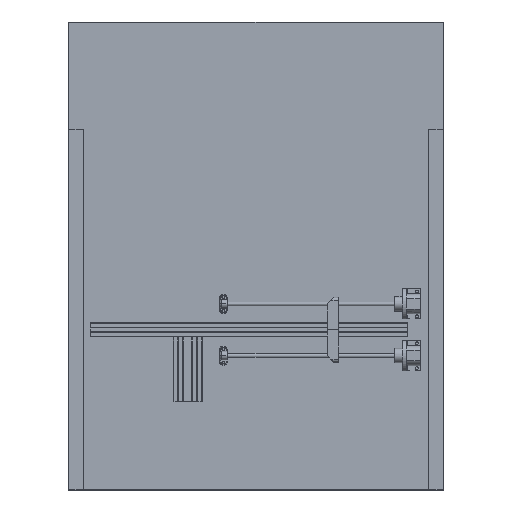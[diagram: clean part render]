
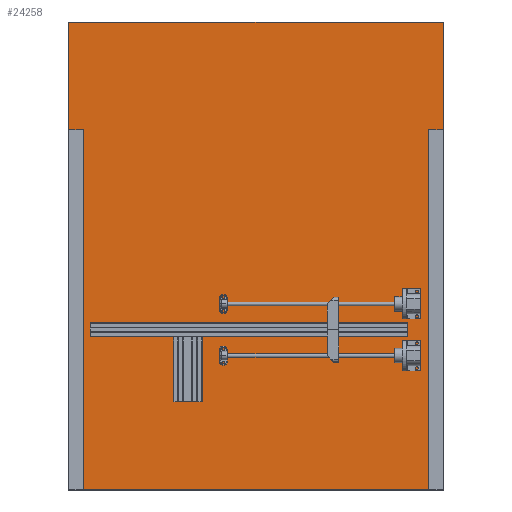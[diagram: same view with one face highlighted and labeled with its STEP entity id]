
A CAD part, top view. The second image highlights one B-rep face of the part: STEP entity #24258.
In plain terms, the highlighted planar face has unit normal (0, 0, 1).
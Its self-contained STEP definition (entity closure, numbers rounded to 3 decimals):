
#24187=CARTESIAN_POINT('',(-610.,0.,-2.));
#24188=DIRECTION('',(0.,0.,1.));
#24189=DIRECTION('',(1.,0.,0.));
#24190=AXIS2_PLACEMENT_3D('',#24187,#24188,#24189);
#24191=PLANE('',#24190);
#24192=CARTESIAN_POINT('',(-590.,500.,-2.));
#24193=VERTEX_POINT('',#24192);
#24194=CARTESIAN_POINT('',(-610.,500.,-2.));
#24195=VERTEX_POINT('',#24194);
#24196=CARTESIAN_POINT('',(-590.,500.,-2.));
#24197=DIRECTION('',(-1.,0.,0.));
#24198=VECTOR('',#24197,20.);
#24199=LINE('',#24196,#24198);
#24200=EDGE_CURVE('',#24193,#24195,#24199,.T.);
#24201=ORIENTED_EDGE('',*,*,#24200,.F.);
#24202=CARTESIAN_POINT('',(-590.,0.,-2.));
#24203=VERTEX_POINT('',#24202);
#24204=CARTESIAN_POINT('',(-590.,0.,-2.));
#24205=DIRECTION('',(0.,1.,0.));
#24206=VECTOR('',#24205,500.);
#24207=LINE('',#24204,#24206);
#24208=EDGE_CURVE('',#24203,#24193,#24207,.T.);
#24209=ORIENTED_EDGE('',*,*,#24208,.F.);
#24210=CARTESIAN_POINT('',(-110.,0.,-2.));
#24211=VERTEX_POINT('',#24210);
#24212=CARTESIAN_POINT('',(-590.,0.,-2.));
#24213=DIRECTION('',(1.,0.,-0.));
#24214=VECTOR('',#24213,480.);
#24215=LINE('',#24212,#24214);
#24216=EDGE_CURVE('',#24203,#24211,#24215,.T.);
#24217=ORIENTED_EDGE('',*,*,#24216,.T.);
#24218=CARTESIAN_POINT('',(-110.,500.,-2.));
#24219=VERTEX_POINT('',#24218);
#24220=CARTESIAN_POINT('',(-110.,0.,-2.));
#24221=DIRECTION('',(0.,1.,0.));
#24222=VECTOR('',#24221,500.);
#24223=LINE('',#24220,#24222);
#24224=EDGE_CURVE('',#24211,#24219,#24223,.T.);
#24225=ORIENTED_EDGE('',*,*,#24224,.T.);
#24226=CARTESIAN_POINT('',(-90.,500.,-2.));
#24227=VERTEX_POINT('',#24226);
#24228=CARTESIAN_POINT('',(-110.,500.,-2.));
#24229=DIRECTION('',(1.,0.,-0.));
#24230=VECTOR('',#24229,20.);
#24231=LINE('',#24228,#24230);
#24232=EDGE_CURVE('',#24219,#24227,#24231,.T.);
#24233=ORIENTED_EDGE('',*,*,#24232,.T.);
#24234=CARTESIAN_POINT('',(-90.,650.,-2.));
#24235=VERTEX_POINT('',#24234);
#24236=CARTESIAN_POINT('',(-90.,500.,-2.));
#24237=DIRECTION('',(-0.,1.,0.));
#24238=VECTOR('',#24237,150.);
#24239=LINE('',#24236,#24238);
#24240=EDGE_CURVE('',#24227,#24235,#24239,.T.);
#24241=ORIENTED_EDGE('',*,*,#24240,.T.);
#24242=CARTESIAN_POINT('',(-610.,650.,-2.));
#24243=VERTEX_POINT('',#24242);
#24244=CARTESIAN_POINT('',(-90.,650.,-2.));
#24245=DIRECTION('',(-1.,0.,0.));
#24246=VECTOR('',#24245,520.);
#24247=LINE('',#24244,#24246);
#24248=EDGE_CURVE('',#24235,#24243,#24247,.T.);
#24249=ORIENTED_EDGE('',*,*,#24248,.T.);
#24250=CARTESIAN_POINT('',(-610.,650.,-2.));
#24251=DIRECTION('',(-0.,-1.,-0.));
#24252=VECTOR('',#24251,150.);
#24253=LINE('',#24250,#24252);
#24254=EDGE_CURVE('',#24243,#24195,#24253,.T.);
#24255=ORIENTED_EDGE('',*,*,#24254,.T.);
#24256=EDGE_LOOP('',(#24201,#24209,#24217,#24225,#24233,#24241,#24249,#24255));
#24257=FACE_BOUND('',#24256,.T.);
#24258=ADVANCED_FACE('',(#24257),#24191,.T.);
